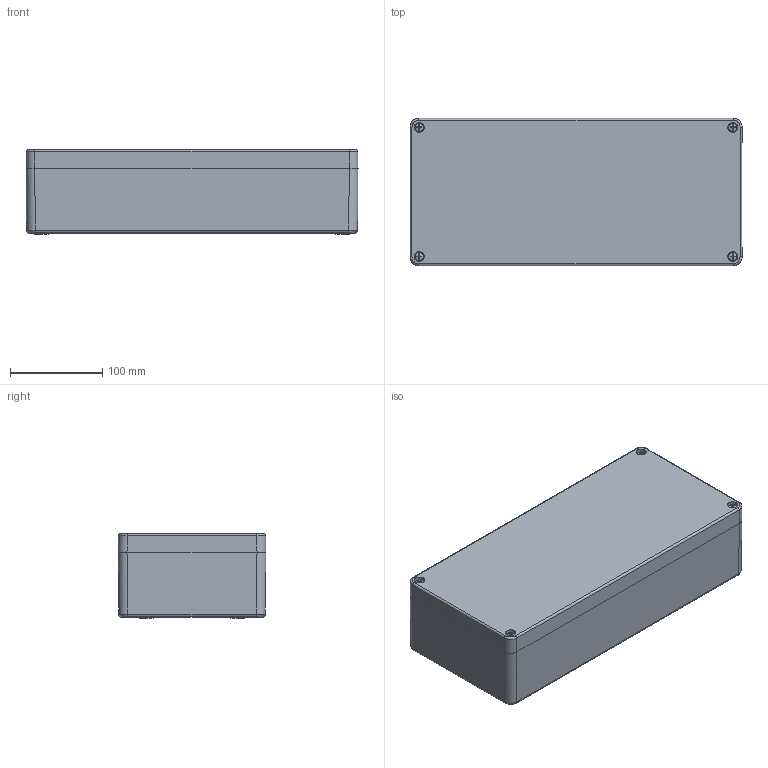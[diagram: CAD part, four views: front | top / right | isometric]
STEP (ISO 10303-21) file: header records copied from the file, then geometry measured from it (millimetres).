
FILE_DESCRIPTION (( 'STEP AP214' ), '1' );
FILE_NAME ('1590ZGRP163BK.STEP', '2021-09-09T11:34:39', ( '' ), ( '' ), 'SwSTEP 2.0', 'SolidWorks 2021', '' );
FILE_SCHEMA (( 'AUTOMOTIVE_DESIGN' ));
Length unit declared in the file: inch
Products named in the file (1): 1590ZGRP163BK
Bounding box: 360 x 160 x 91.5 mm (x, y, z)
Volume: 1307690.8 mm3; surface area: 438854.2 mm2
Topology: 7 solids, 7 shells, 432 faces, 1094 edges, 716 vertices
Faces by surface type: plane 240, cone 81, cylinder 67, bspline 44
Full cylindrical faces by diameter (mm): 4.8 x8, 4.917 x10, 5.25 x4, 5.28 x4, 5.88 x4, 6.4 x4, 6.5 x4, 10.8 x4, 12 x3
Entity records: 14314 total; most frequent: CARTESIAN_POINT 4307, ORIENTED_EDGE 2022, DIRECTION 1950, EDGE_CURVE 1011, AXIS2_PLACEMENT_3D 702, VERTEX_POINT 699, EDGE_LOOP 556, VECTOR 546
